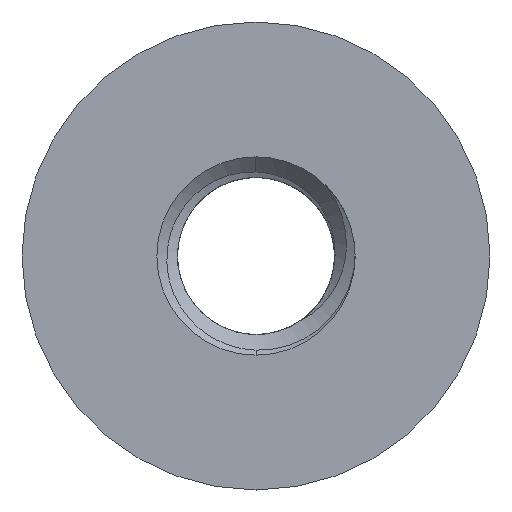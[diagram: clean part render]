
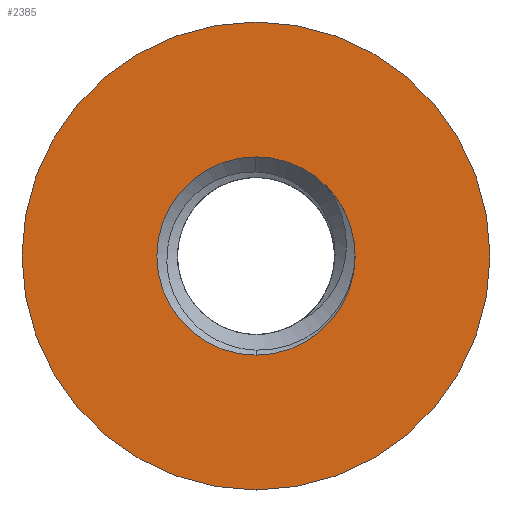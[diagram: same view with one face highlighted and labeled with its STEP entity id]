
A CAD part, front view. The second image highlights one B-rep face of the part: STEP entity #2385.
In plain terms, the highlighted planar face has unit normal (0, -1, 0).
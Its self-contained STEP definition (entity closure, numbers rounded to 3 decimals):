
#8 = FACE_BOUND ( 'NONE', #1802, .T. ) ;
#42 = DIRECTION ( 'NONE',  ( 0., 1., 0. ) ) ;
#44 = EDGE_CURVE ( 'NONE', #2270, #2813, #1594, .T. ) ;
#95 = DIRECTION ( 'NONE',  ( 0., 0., -1. ) ) ;
#139 = AXIS2_PLACEMENT_3D ( 'NONE', #932, #640, #1179 ) ;
#218 = EDGE_LOOP ( 'NONE', ( #2720, #1678 ) ) ;
#257 = DIRECTION ( 'NONE',  ( 0., 0., 1. ) ) ;
#273 = AXIS2_PLACEMENT_3D ( 'NONE', #1738, #1278, #257 ) ;
#346 = VERTEX_POINT ( 'NONE', #1624 ) ;
#554 = CARTESIAN_POINT ( 'NONE',  ( 0., 0., 0. ) ) ;
#562 = FACE_OUTER_BOUND ( 'NONE', #218, .T. ) ;
#570 = CIRCLE ( 'NONE', #2880, 2.5 ) ;
#603 = CIRCLE ( 'NONE', #3003, 5.9 ) ;
#617 = VERTEX_POINT ( 'NONE', #1205 ) ;
#618 = CARTESIAN_POINT ( 'NONE',  ( 0., 0., 0. ) ) ;
#629 = DIRECTION ( 'NONE',  ( 0., 0., -1. ) ) ;
#640 = DIRECTION ( 'NONE',  ( 0., -1., 0. ) ) ;
#766 = AXIS2_PLACEMENT_3D ( 'NONE', #618, #3084, #95 ) ;
#862 = AXIS2_PLACEMENT_3D ( 'NONE', #554, #2272, #629 ) ;
#896 = DIRECTION ( 'NONE',  ( 0., 0., -1. ) ) ;
#905 = EDGE_CURVE ( 'NONE', #346, #909, #2342, .T. ) ;
#909 = VERTEX_POINT ( 'NONE', #2582 ) ;
#932 = CARTESIAN_POINT ( 'NONE',  ( 0., 0., 0. ) ) ;
#1030 = DIRECTION ( 'NONE',  ( 0., 1., 0. ) ) ;
#1179 = DIRECTION ( 'NONE',  ( 0., 0., -1. ) ) ;
#1205 = CARTESIAN_POINT ( 'NONE',  ( 1.768, 0., 1.768 ) ) ;
#1217 = AXIS2_PLACEMENT_3D ( 'NONE', #2402, #1654, #896 ) ;
#1278 = DIRECTION ( 'NONE',  ( 0., 1., 0. ) ) ;
#1370 = EDGE_CURVE ( 'NONE', #617, #909, #570, .T. ) ;
#1562 = ORIENTED_EDGE ( 'NONE', *, *, #1370, .T. ) ;
#1594 = CIRCLE ( 'NONE', #273, 5.9 ) ;
#1624 = CARTESIAN_POINT ( 'NONE',  ( 0., 0., -2.5 ) ) ;
#1654 = DIRECTION ( 'NONE',  ( 0., -1., 0. ) ) ;
#1678 = ORIENTED_EDGE ( 'NONE', *, *, #44, .F. ) ;
#1738 = CARTESIAN_POINT ( 'NONE',  ( 0., 0., 0. ) ) ;
#1789 = DIRECTION ( 'NONE',  ( 0., 0., 1. ) ) ;
#1802 = EDGE_LOOP ( 'NONE', ( #1562, #2978, #2858, #3150 ) ) ;
#1815 = CARTESIAN_POINT ( 'NONE',  ( 0., 0., 0. ) ) ;
#2130 = PLANE ( 'NONE',  #1217 ) ;
#2182 = EDGE_CURVE ( 'NONE', #617, #2408, #2444, .T. ) ;
#2223 = CARTESIAN_POINT ( 'NONE',  ( 0., 0., 0. ) ) ;
#2270 = VERTEX_POINT ( 'NONE', #3075 ) ;
#2272 = DIRECTION ( 'NONE',  ( 0., -1., 0. ) ) ;
#2342 = CIRCLE ( 'NONE', #766, 2.5 ) ;
#2385 = ADVANCED_FACE ( 'NONE', ( #8, #562 ), #2130, .T. ) ;
#2402 = CARTESIAN_POINT ( 'NONE',  ( 4., 0., -2.309 ) ) ;
#2408 = VERTEX_POINT ( 'NONE', #2618 ) ;
#2411 = CIRCLE ( 'NONE', #139, 2.5 ) ;
#2429 = EDGE_CURVE ( 'NONE', #2408, #346, #2411, .T. ) ;
#2444 = CIRCLE ( 'NONE', #862, 2.5 ) ;
#2582 = CARTESIAN_POINT ( 'NONE',  ( 2.5, 0., 0. ) ) ;
#2618 = CARTESIAN_POINT ( 'NONE',  ( 0., 0., 2.5 ) ) ;
#2720 = ORIENTED_EDGE ( 'NONE', *, *, #3213, .F. ) ;
#2774 = DIRECTION ( 'NONE',  ( 0., 0., 1. ) ) ;
#2813 = VERTEX_POINT ( 'NONE', #2868 ) ;
#2858 = ORIENTED_EDGE ( 'NONE', *, *, #2429, .F. ) ;
#2868 = CARTESIAN_POINT ( 'NONE',  ( 0., 0., 5.9 ) ) ;
#2880 = AXIS2_PLACEMENT_3D ( 'NONE', #1815, #42, #1789 ) ;
#2978 = ORIENTED_EDGE ( 'NONE', *, *, #905, .F. ) ;
#3003 = AXIS2_PLACEMENT_3D ( 'NONE', #2223, #1030, #2774 ) ;
#3075 = CARTESIAN_POINT ( 'NONE',  ( 0., 0., -5.9 ) ) ;
#3084 = DIRECTION ( 'NONE',  ( 0., -1., 0. ) ) ;
#3150 = ORIENTED_EDGE ( 'NONE', *, *, #2182, .F. ) ;
#3213 = EDGE_CURVE ( 'NONE', #2813, #2270, #603, .T. ) ;
